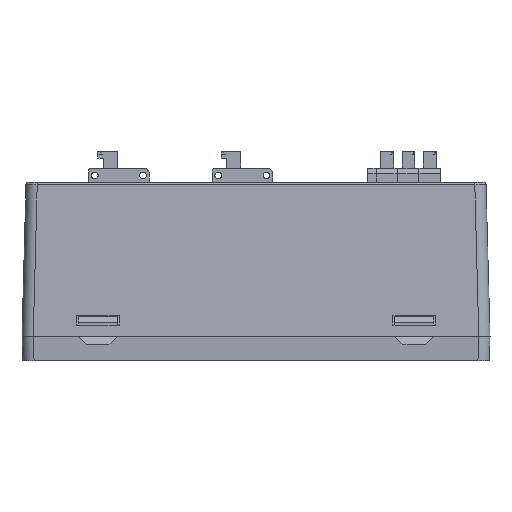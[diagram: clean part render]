
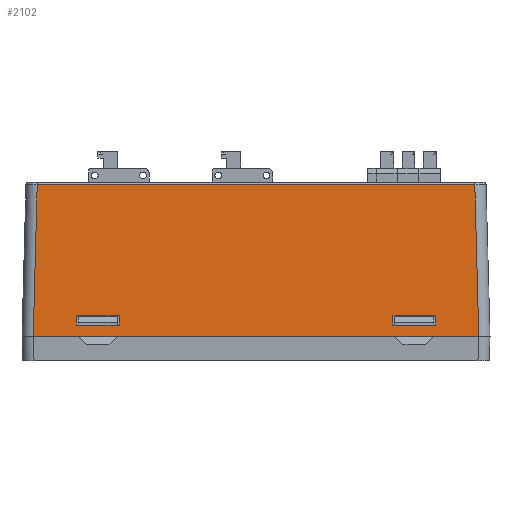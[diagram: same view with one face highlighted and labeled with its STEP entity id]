
A CAD part, front view. The second image highlights one B-rep face of the part: STEP entity #2102.
In plain terms, the highlighted planar face has unit normal (0, -1, 0.026).
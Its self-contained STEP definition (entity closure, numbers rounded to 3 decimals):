
#2102=ADVANCED_FACE('',(#4725,#4726,#4727),#3357,.T.);
#3357=PLANE('',#24388);
#4725=FACE_BOUND('',#5373,.T.);
#4726=FACE_BOUND('',#5374,.T.);
#4727=FACE_BOUND('',#5375,.T.);
#5373=EDGE_LOOP('',(#7592,#7593,#7594,#7595));
#5374=EDGE_LOOP('',(#7596,#7597,#7598,#7599));
#5375=EDGE_LOOP('',(#7600,#7601,#7602,#7603));
#7592=ORIENTED_EDGE('',*,*,#16298,.T.);
#7593=ORIENTED_EDGE('',*,*,#16056,.T.);
#7594=ORIENTED_EDGE('',*,*,#16300,.T.);
#7595=ORIENTED_EDGE('',*,*,#16018,.F.);
#7596=ORIENTED_EDGE('',*,*,#16322,.T.);
#7597=ORIENTED_EDGE('',*,*,#16325,.T.);
#7598=ORIENTED_EDGE('',*,*,#16023,.F.);
#7599=ORIENTED_EDGE('',*,*,#16326,.T.);
#7600=ORIENTED_EDGE('',*,*,#16312,.T.);
#7601=ORIENTED_EDGE('',*,*,#16060,.T.);
#7602=ORIENTED_EDGE('',*,*,#16303,.T.);
#7603=ORIENTED_EDGE('',*,*,#16310,.F.);
#13698=VERTEX_POINT('',#32246);
#13699=VERTEX_POINT('',#32248);
#13703=VERTEX_POINT('',#32257);
#13704=VERTEX_POINT('',#32259);
#13734=VERTEX_POINT('',#32320);
#13736=VERTEX_POINT('',#32324);
#13738=VERTEX_POINT('',#32329);
#13740=VERTEX_POINT('',#32333);
#13954=VERTEX_POINT('',#32914);
#13960=VERTEX_POINT('',#32928);
#13961=VERTEX_POINT('',#32951);
#13962=VERTEX_POINT('',#32953);
#16018=EDGE_CURVE('',#13698,#13699,#19332,.T.);
#16023=EDGE_CURVE('',#13703,#13704,#19336,.T.);
#16056=EDGE_CURVE('',#13734,#13736,#19362,.T.);
#16060=EDGE_CURVE('',#13738,#13740,#19366,.T.);
#16298=EDGE_CURVE('',#13698,#13734,#19572,.T.);
#16300=EDGE_CURVE('',#13736,#13699,#19574,.T.);
#16303=EDGE_CURVE('',#13740,#13954,#19577,.T.);
#16310=EDGE_CURVE('',#13960,#13954,#19584,.T.);
#16312=EDGE_CURVE('',#13960,#13738,#19586,.T.);
#16322=EDGE_CURVE('',#13962,#13961,#19595,.T.);
#16325=EDGE_CURVE('',#13961,#13704,#19596,.T.);
#16326=EDGE_CURVE('',#13703,#13962,#19597,.T.);
#19332=LINE('',#32247,#21816);
#19336=LINE('',#32258,#21820);
#19362=LINE('',#32325,#21846);
#19366=LINE('',#32334,#21850);
#19572=LINE('',#32906,#22056);
#19574=LINE('',#32909,#22058);
#19577=LINE('',#32915,#22061);
#19584=LINE('',#32929,#22068);
#19586=LINE('',#32932,#22070);
#19595=LINE('',#32952,#22079);
#19596=LINE('',#32974,#22080);
#19597=LINE('',#32976,#22081);
#21816=VECTOR('',#26207,1.);
#21820=VECTOR('',#26215,1.);
#21846=VECTOR('',#26257,1.);
#21850=VECTOR('',#26263,1.);
#22056=VECTOR('',#26549,1.);
#22058=VECTOR('',#26553,1.);
#22061=VECTOR('',#26558,1.);
#22068=VECTOR('',#26567,1.);
#22070=VECTOR('',#26571,1.);
#22079=VECTOR('',#26600,1.);
#22080=VECTOR('',#26605,1.);
#22081=VECTOR('',#26608,1.);
#24388=AXIS2_PLACEMENT_3D('',#32977,#26609,#26610);
#26207=DIRECTION('',(1.,0.,0.));
#26215=DIRECTION('',(-1.,0.,0.));
#26257=DIRECTION('',(1.,0.,0.));
#26263=DIRECTION('',(1.,0.,0.));
#26549=DIRECTION('',(0.,0.026,1.));
#26553=DIRECTION('',(0.,-0.026,-1.));
#26558=DIRECTION('',(0.,-0.026,-1.));
#26567=DIRECTION('',(1.,0.,0.));
#26571=DIRECTION('',(0.,0.026,1.));
#26600=DIRECTION('',(-1.,0.,0.));
#26605=DIRECTION('',(-0.026,-0.026,-0.999));
#26608=DIRECTION('',(-0.026,0.026,0.999));
#26609=DIRECTION('',(0.,-1.,0.026));
#26610=DIRECTION('',(0.,0.026,1.));
#32246=CARTESIAN_POINT('',(-928.528,3.891,-62.994));
#32247=CARTESIAN_POINT('',(-924.728,3.891,-62.994));
#32248=CARTESIAN_POINT('',(-920.894,3.891,-62.994));
#32257=CARTESIAN_POINT('',(-856.799,3.838,-65.02));
#32258=CARTESIAN_POINT('',(-857.543,3.838,-65.02));
#32259=CARTESIAN_POINT('',(-936.222,3.838,-65.02));
#32320=CARTESIAN_POINT('',(-928.528,3.937,-61.22));
#32324=CARTESIAN_POINT('',(-920.894,3.937,-61.22));
#32325=CARTESIAN_POINT('',(-900.489,3.937,-61.22));
#32329=CARTESIAN_POINT('',(-872.095,3.937,-61.22));
#32333=CARTESIAN_POINT('',(-864.495,3.937,-61.22));
#32334=CARTESIAN_POINT('',(-900.489,3.937,-61.22));
#32906=CARTESIAN_POINT('',(-928.528,3.832,-65.22));
#32909=CARTESIAN_POINT('',(-920.894,3.941,-61.086));
#32914=CARTESIAN_POINT('',(-864.495,3.891,-62.994));
#32915=CARTESIAN_POINT('',(-864.495,3.832,-65.22));
#32928=CARTESIAN_POINT('',(-872.095,3.891,-62.994));
#32929=CARTESIAN_POINT('',(-868.295,3.891,-62.994));
#32932=CARTESIAN_POINT('',(-872.095,3.832,-65.22));
#32951=CARTESIAN_POINT('',(-935.515,4.545,-38.007));
#32952=CARTESIAN_POINT('',(-900.489,4.545,-38.007));
#32953=CARTESIAN_POINT('',(-857.507,4.545,-38.007));
#32974=CARTESIAN_POINT('',(-936.173,3.887,-63.136));
#32976=CARTESIAN_POINT('',(-856.824,3.862,-64.077));
#32977=CARTESIAN_POINT('',(-900.489,3.832,-65.22));
